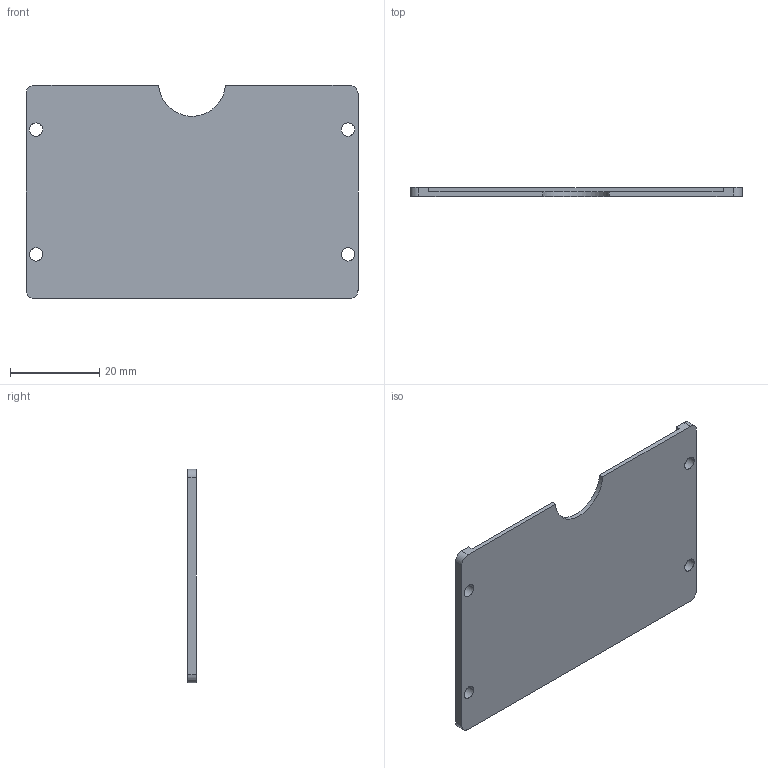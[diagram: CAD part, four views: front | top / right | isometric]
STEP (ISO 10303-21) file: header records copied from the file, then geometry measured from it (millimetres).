
FILE_DESCRIPTION((''),'2;1');
FILE_NAME('','2005-12-14T16:48:58',(''),(''),'','CADfix','');
FILE_SCHEMA(('AUTOMOTIVE_DESIGN'));
Length unit declared in the file: millimetre
Products named in the file (1): holder
Bounding box: 74.5 x 2 x 48 mm (x, y, z)
Volume: 4037.5 mm3; surface area: 7582.8 mm2
Topology: 1 solids, 1 shells, 24 faces, 82 edges, 60 vertices
Faces by surface type: bspline 24
Entity records: 944 total; most frequent: CARTESIAN_POINT 477, ORIENTED_EDGE 164, EDGE_CURVE 82, VERTEX_POINT 60, QUASI_UNIFORM_CURVE 40, EDGE_LOOP 32, FACE_OUTER_BOUND 24, ADVANCED_FACE 24
